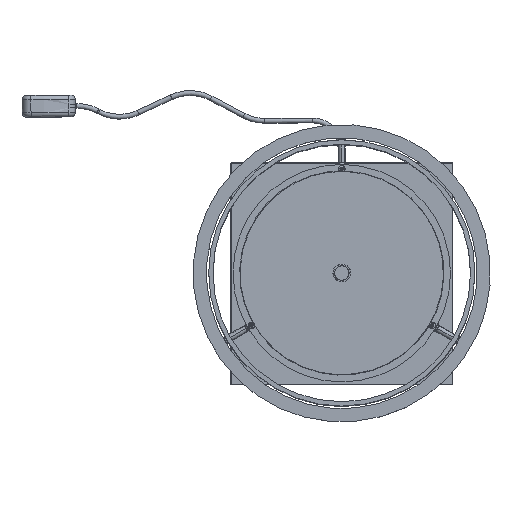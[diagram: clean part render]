
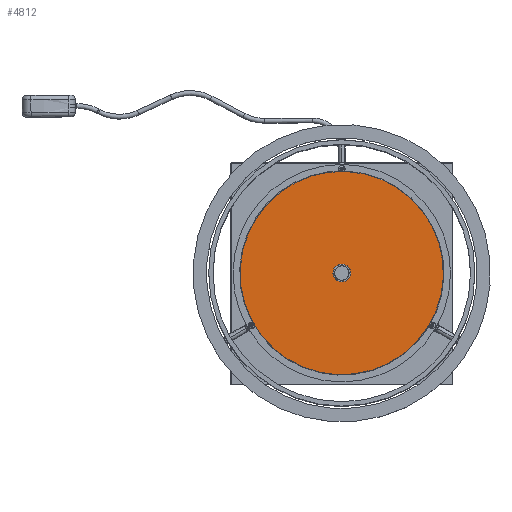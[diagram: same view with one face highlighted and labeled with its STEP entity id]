
A CAD part, top view. The second image highlights one B-rep face of the part: STEP entity #4812.
In plain terms, the highlighted planar face has unit normal (0, 0, 1).
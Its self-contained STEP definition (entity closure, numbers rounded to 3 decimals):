
#677 = CIRCLE ( 'NONE', #13984, 8.25 ) ;
#1143 = EDGE_CURVE ( 'NONE', #11640, #44921, #677, .T. ) ;
#4290 = VERTEX_POINT ( 'NONE', #13698 ) ;
#4394 = CARTESIAN_POINT ( 'NONE',  ( 0., 0., 3. ) ) ;
#4812 = ADVANCED_FACE ( 'NONE', ( #11257, #34491 ), #13484, .T. ) ;
#11257 = FACE_OUTER_BOUND ( 'NONE', #44152, .T. ) ;
#11640 = VERTEX_POINT ( 'NONE', #30115 ) ;
#11996 = DIRECTION ( 'NONE',  ( 0., 0., 1. ) ) ;
#12687 = AXIS2_PLACEMENT_3D ( 'NONE', #46200, #46748, #17623 ) ;
#12696 = DIRECTION ( 'NONE',  ( 1., 0., 0. ) ) ;
#13484 = PLANE ( 'NONE',  #12687 ) ;
#13698 = CARTESIAN_POINT ( 'NONE',  ( -114.5, 0., 3. ) ) ;
#13984 = AXIS2_PLACEMENT_3D ( 'NONE', #17776, #25896, #26450 ) ;
#15971 = DIRECTION ( 'NONE',  ( 1., 0., 0. ) ) ;
#17370 = CARTESIAN_POINT ( 'NONE',  ( 0., 0., 3. ) ) ;
#17623 = DIRECTION ( 'NONE',  ( 1., 0., 0. ) ) ;
#17776 = CARTESIAN_POINT ( 'NONE',  ( 0., 0., 3. ) ) ;
#18513 = CARTESIAN_POINT ( 'NONE',  ( 8.25, 0., 3. ) ) ;
#18803 = EDGE_LOOP ( 'NONE', ( #23155, #49174 ) ) ;
#19958 = EDGE_CURVE ( 'NONE', #29990, #4290, #43989, .T. ) ;
#22581 = EDGE_CURVE ( 'NONE', #44921, #11640, #30010, .T. ) ;
#23155 = ORIENTED_EDGE ( 'NONE', *, *, #1143, .F. ) ;
#23859 = AXIS2_PLACEMENT_3D ( 'NONE', #32557, #11996, #15971 ) ;
#25014 = AXIS2_PLACEMENT_3D ( 'NONE', #17370, #46846, #33605 ) ;
#25713 = CARTESIAN_POINT ( 'NONE',  ( 114.5, 0., 3. ) ) ;
#25896 = DIRECTION ( 'NONE',  ( 0., 0., 1. ) ) ;
#26450 = DIRECTION ( 'NONE',  ( 1., 0., 0. ) ) ;
#29990 = VERTEX_POINT ( 'NONE', #25713 ) ;
#30010 = CIRCLE ( 'NONE', #25014, 8.25 ) ;
#30115 = CARTESIAN_POINT ( 'NONE',  ( -8.25, 0., 3. ) ) ;
#30617 = CIRCLE ( 'NONE', #23859, 114.5 ) ;
#31455 = EDGE_CURVE ( 'NONE', #4290, #29990, #30617, .T. ) ;
#32557 = CARTESIAN_POINT ( 'NONE',  ( 0., 0., 3. ) ) ;
#33605 = DIRECTION ( 'NONE',  ( 1., 0., 0. ) ) ;
#33835 = AXIS2_PLACEMENT_3D ( 'NONE', #4394, #37424, #12696 ) ;
#34491 = FACE_BOUND ( 'NONE', #18803, .T. ) ;
#37424 = DIRECTION ( 'NONE',  ( 0., 0., 1. ) ) ;
#40969 = ORIENTED_EDGE ( 'NONE', *, *, #31455, .T. ) ;
#43989 = CIRCLE ( 'NONE', #33835, 114.5 ) ;
#44152 = EDGE_LOOP ( 'NONE', ( #40969, #45322 ) ) ;
#44921 = VERTEX_POINT ( 'NONE', #18513 ) ;
#45322 = ORIENTED_EDGE ( 'NONE', *, *, #19958, .T. ) ;
#46200 = CARTESIAN_POINT ( 'NONE',  ( 0., 0., 3. ) ) ;
#46748 = DIRECTION ( 'NONE',  ( 0., 0., 1. ) ) ;
#46846 = DIRECTION ( 'NONE',  ( 0., 0., 1. ) ) ;
#49174 = ORIENTED_EDGE ( 'NONE', *, *, #22581, .F. ) ;
